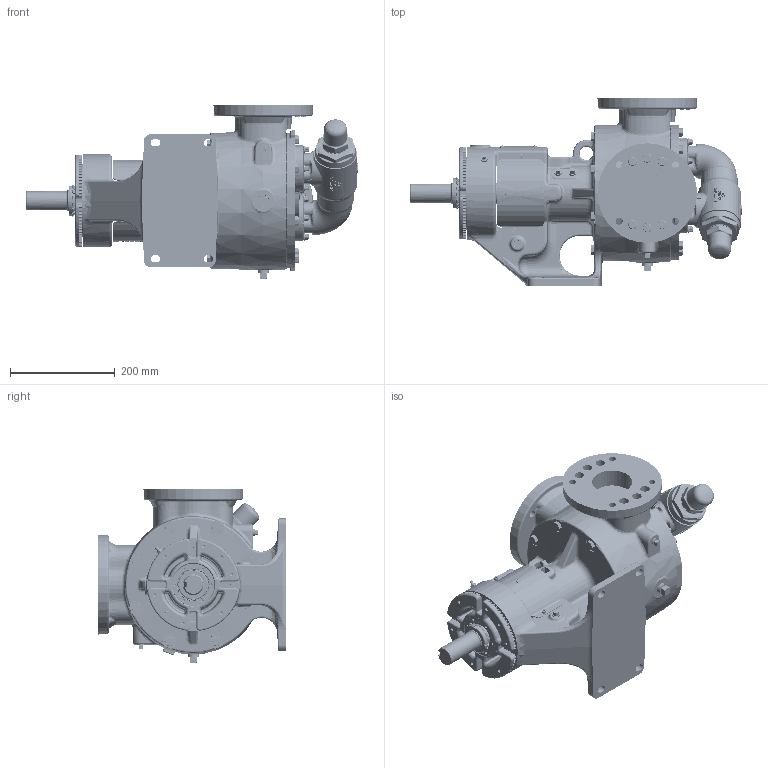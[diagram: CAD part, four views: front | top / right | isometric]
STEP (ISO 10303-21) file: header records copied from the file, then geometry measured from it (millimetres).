
FILE_DESCRIPTION (( 'STEP AP214' ), '1' );
FILE_NAME ('LV-4800.step', '2025-12-05T06:58:14', ( '' ), ( '' ), 'SwSTEP 2.0', 'SolidWorks 2024', '' );
FILE_SCHEMA (( 'AUTOMOTIVE_DESIGN' ));
Products named in the file (1): LV-4800
Bounding box: 635.25 x 360.36 x 331.53 mm (x, y, z)
Volume: 16165522.8 mm3; surface area: 971751.5 mm2
Topology: 1 solids, 1 shells, 6237 faces, 15772 edges, 9749 vertices
Faces by surface type: plane 1945, bspline 1912, cylinder 1317, cone 739, torus 234, sphere 90
Entity records: 287297 total; most frequent: CARTESIAN_POINT 153413, ORIENTED_EDGE 31286, DIRECTION 22889, EDGE_CURVE 15643, VERTEX_POINT 9746, AXIS2_PLACEMENT_3D 8653, EDGE_LOOP 6631, ADVANCED_FACE 6237
